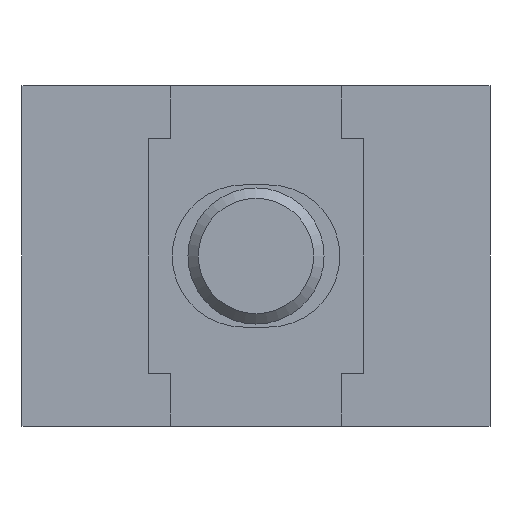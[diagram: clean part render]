
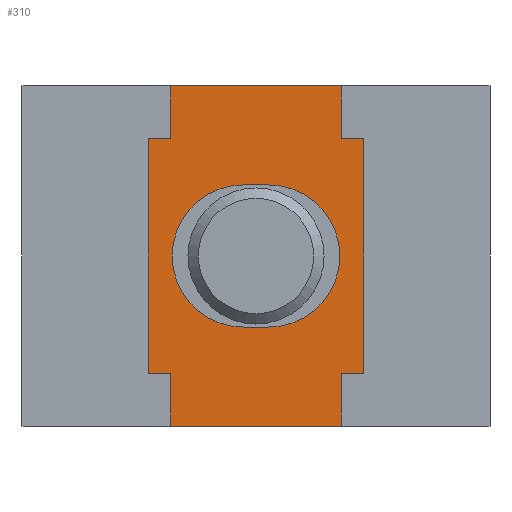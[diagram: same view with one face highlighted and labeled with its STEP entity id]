
A CAD part, front view. The second image highlights one B-rep face of the part: STEP entity #310.
In plain terms, the highlighted planar face has unit normal (0, -1, 0).
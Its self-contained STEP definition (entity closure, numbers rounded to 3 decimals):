
#310 = ADVANCED_FACE( '', ( #596, #597 ), #598, .F. );
#596 = FACE_BOUND( '', #926, .T. );
#597 = FACE_OUTER_BOUND( '', #927, .T. );
#598 = PLANE( '', #928 );
#926 = EDGE_LOOP( '', ( #1415, #1416, #1417, #1418 ) );
#927 = EDGE_LOOP( '', ( #1419, #1420, #1421, #1422, #1423, #1424, #1425, #1426, #1427, #1428, #1429, #1430 ) );
#928 = AXIS2_PLACEMENT_3D( '', #1431, #1432, #1433 );
#1415 = ORIENTED_EDGE( '', *, *, #1972, .T. );
#1416 = ORIENTED_EDGE( '', *, *, #1974, .T. );
#1417 = ORIENTED_EDGE( '', *, *, #1861, .T. );
#1418 = ORIENTED_EDGE( '', *, *, #1976, .T. );
#1419 = ORIENTED_EDGE( '', *, *, #1977, .T. );
#1420 = ORIENTED_EDGE( '', *, *, #1943, .F. );
#1421 = ORIENTED_EDGE( '', *, *, #1978, .T. );
#1422 = ORIENTED_EDGE( '', *, *, #1979, .T. );
#1423 = ORIENTED_EDGE( '', *, *, #1980, .T. );
#1424 = ORIENTED_EDGE( '', *, *, #1981, .F. );
#1425 = ORIENTED_EDGE( '', *, *, #1982, .F. );
#1426 = ORIENTED_EDGE( '', *, *, #1983, .F. );
#1427 = ORIENTED_EDGE( '', *, *, #1829, .F. );
#1428 = ORIENTED_EDGE( '', *, *, #1815, .T. );
#1429 = ORIENTED_EDGE( '', *, *, #1984, .F. );
#1430 = ORIENTED_EDGE( '', *, *, #1985, .T. );
#1431 = CARTESIAN_POINT( '', ( -16.493, 0., 20. ) );
#1432 = DIRECTION( '', ( 0., 1., 0. ) );
#1433 = DIRECTION( '', ( 0., 0., 1. ) );
#1815 = EDGE_CURVE( '', #2110, #2107, #2111, .T. );
#1829 = EDGE_CURVE( '', #2110, #2134, #2135, .T. );
#1861 = EDGE_CURVE( '', #2185, #2189, #2191, .T. );
#1943 = EDGE_CURVE( '', #2309, #2311, #2312, .T. );
#1972 = EDGE_CURVE( '', #2351, #2353, #2355, .T. );
#1974 = EDGE_CURVE( '', #2353, #2185, #2357, .T. );
#1976 = EDGE_CURVE( '', #2189, #2351, #2359, .T. );
#1977 = EDGE_CURVE( '', #2360, #2311, #2361, .T. );
#1978 = EDGE_CURVE( '', #2309, #2362, #2363, .T. );
#1979 = EDGE_CURVE( '', #2362, #2364, #2365, .T. );
#1980 = EDGE_CURVE( '', #2364, #2366, #2367, .T. );
#1981 = EDGE_CURVE( '', #2368, #2366, #2369, .T. );
#1982 = EDGE_CURVE( '', #2370, #2368, #2371, .T. );
#1983 = EDGE_CURVE( '', #2134, #2370, #2372, .T. );
#1984 = EDGE_CURVE( '', #2373, #2107, #2374, .T. );
#1985 = EDGE_CURVE( '', #2373, #2360, #2375, .T. );
#2107 = VERTEX_POINT( '', #2526 );
#2110 = VERTEX_POINT( '', #2530 );
#2111 = LINE( '', #2531, #2532 );
#2134 = VERTEX_POINT( '', #2563 );
#2135 = LINE( '', #2564, #2565 );
#2185 = VERTEX_POINT( '', #2633 );
#2189 = VERTEX_POINT( '', #2639 );
#2191 = LINE( '', #2642, #2643 );
#2309 = VERTEX_POINT( '', #2794 );
#2311 = VERTEX_POINT( '', #2797 );
#2312 = LINE( '', #2798, #2799 );
#2351 = VERTEX_POINT( '', #2851 );
#2353 = VERTEX_POINT( '', #2854 );
#2355 = LINE( '', #2857, #2858 );
#2357 = CIRCLE( '', #2860, 8.35 );
#2359 = CIRCLE( '', #2862, 8.35 );
#2360 = VERTEX_POINT( '', #2863 );
#2361 = LINE( '', #2864, #2865 );
#2362 = VERTEX_POINT( '', #2866 );
#2363 = LINE( '', #2867, #2868 );
#2364 = VERTEX_POINT( '', #2869 );
#2365 = LINE( '', #2870, #2871 );
#2366 = VERTEX_POINT( '', #2872 );
#2367 = LINE( '', #2873, #2874 );
#2368 = VERTEX_POINT( '', #2875 );
#2369 = LINE( '', #2876, #2877 );
#2370 = VERTEX_POINT( '', #2878 );
#2371 = LINE( '', #2879, #2880 );
#2372 = LINE( '', #2881, #2882 );
#2373 = VERTEX_POINT( '', #2883 );
#2374 = LINE( '', #2884, #2885 );
#2375 = LINE( '', #2886, #2887 );
#2526 = CARTESIAN_POINT( '', ( -13.619, 0., 13.8 ) );
#2530 = CARTESIAN_POINT( '', ( -13.619, 0., 20. ) );
#2531 = CARTESIAN_POINT( '', ( -13.619, 0., 20. ) );
#2532 = VECTOR( '', #3065, 1000. );
#2563 = CARTESIAN_POINT( '', ( 13.619, 0., 20. ) );
#2564 = CARTESIAN_POINT( '', ( -16.493, 0., 20. ) );
#2565 = VECTOR( '', #3080, 1000. );
#2633 = CARTESIAN_POINT( '', ( -1.5, 0., 8.35 ) );
#2639 = CARTESIAN_POINT( '', ( 1.5, 0., 8.35 ) );
#2642 = CARTESIAN_POINT( '', ( -1.5, 0., 8.35 ) );
#2643 = VECTOR( '', #3114, 1000. );
#2794 = CARTESIAN_POINT( '', ( -13.619, 0., -20. ) );
#2797 = CARTESIAN_POINT( '', ( -13.619, 0., -13.8 ) );
#2798 = CARTESIAN_POINT( '', ( -13.619, 0., -20. ) );
#2799 = VECTOR( '', #3221, 1000. );
#2851 = CARTESIAN_POINT( '', ( 1.5, 0., -8.35 ) );
#2854 = CARTESIAN_POINT( '', ( -1.5, 0., -8.35 ) );
#2857 = CARTESIAN_POINT( '', ( 1.5, 0., -8.35 ) );
#2858 = VECTOR( '', #3252, 1000. );
#2860 = AXIS2_PLACEMENT_3D( '', #3253, #3254, #3255 );
#2862 = AXIS2_PLACEMENT_3D( '', #3256, #3257, #3258 );
#2863 = CARTESIAN_POINT( '', ( -16.493, 0., -13.8 ) );
#2864 = CARTESIAN_POINT( '', ( -24.5, 0., -13.8 ) );
#2865 = VECTOR( '', #3259, 1000. );
#2866 = CARTESIAN_POINT( '', ( 13.619, 0., -20. ) );
#2867 = CARTESIAN_POINT( '', ( -16.493, 0., -20. ) );
#2868 = VECTOR( '', #3260, 1000. );
#2869 = CARTESIAN_POINT( '', ( 13.619, 0., -13.8 ) );
#2870 = CARTESIAN_POINT( '', ( 13.619, 0., -20. ) );
#2871 = VECTOR( '', #3261, 1000. );
#2872 = CARTESIAN_POINT( '', ( 16.493, 0., -13.8 ) );
#2873 = CARTESIAN_POINT( '', ( 13.619, 0., -13.8 ) );
#2874 = VECTOR( '', #3262, 1000. );
#2875 = CARTESIAN_POINT( '', ( 16.493, 0., 13.8 ) );
#2876 = CARTESIAN_POINT( '', ( 16.493, 0., 20. ) );
#2877 = VECTOR( '', #3263, 1000. );
#2878 = CARTESIAN_POINT( '', ( 13.619, 0., 13.8 ) );
#2879 = CARTESIAN_POINT( '', ( 13.619, 0., 13.8 ) );
#2880 = VECTOR( '', #3264, 1000. );
#2881 = CARTESIAN_POINT( '', ( 13.619, 0., 20. ) );
#2882 = VECTOR( '', #3265, 1000. );
#2883 = CARTESIAN_POINT( '', ( -16.493, 0., 13.8 ) );
#2884 = CARTESIAN_POINT( '', ( -24.5, 0., 13.8 ) );
#2885 = VECTOR( '', #3266, 1000. );
#2886 = CARTESIAN_POINT( '', ( -16.493, 0., 20. ) );
#2887 = VECTOR( '', #3267, 1000. );
#3065 = DIRECTION( '', ( 0., 0., -1. ) );
#3080 = DIRECTION( '', ( 1., 0., 0. ) );
#3114 = DIRECTION( '', ( 1., 0., 0. ) );
#3221 = DIRECTION( '', ( 0., 0., 1. ) );
#3252 = DIRECTION( '', ( -1., 0., 0. ) );
#3253 = CARTESIAN_POINT( '', ( -1.5, 0., 0. ) );
#3254 = DIRECTION( '', ( 0., 1., 0. ) );
#3255 = DIRECTION( '', ( 1., 0., 0. ) );
#3256 = CARTESIAN_POINT( '', ( 1.5, 0., 0. ) );
#3257 = DIRECTION( '', ( 0., 1., 0. ) );
#3258 = DIRECTION( '', ( 1., 0., 0. ) );
#3259 = DIRECTION( '', ( 1., 0., 0. ) );
#3260 = DIRECTION( '', ( 1., 0., 0. ) );
#3261 = DIRECTION( '', ( 0., 0., 1. ) );
#3262 = DIRECTION( '', ( 1., 0., 0. ) );
#3263 = DIRECTION( '', ( 0., 0., -1. ) );
#3264 = DIRECTION( '', ( 1., 0., 0. ) );
#3265 = DIRECTION( '', ( 0., 0., -1. ) );
#3266 = DIRECTION( '', ( 1., 0., 0. ) );
#3267 = DIRECTION( '', ( 0., 0., -1. ) );
